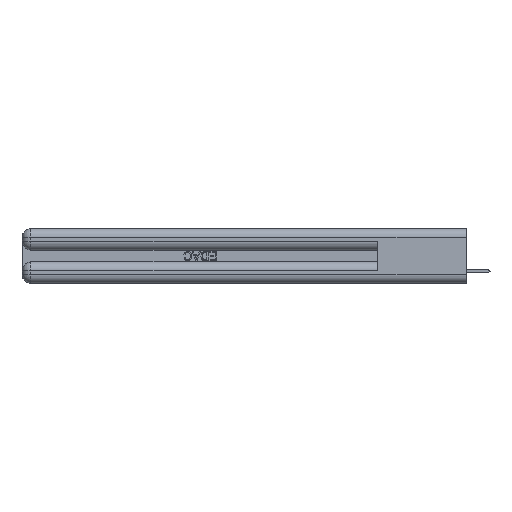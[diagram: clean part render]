
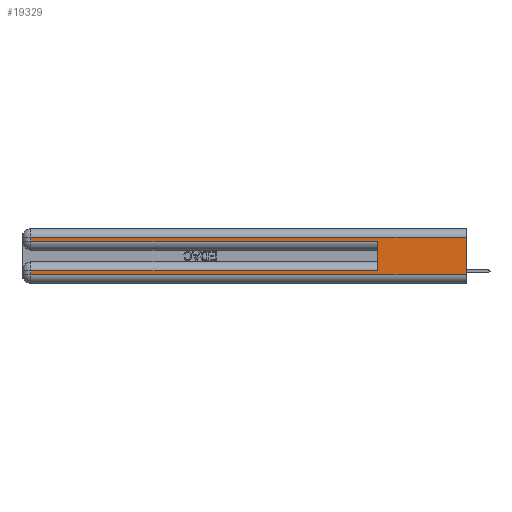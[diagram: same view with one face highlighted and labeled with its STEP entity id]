
A CAD part, left-side view. The second image highlights one B-rep face of the part: STEP entity #19329.
In plain terms, the highlighted planar face has unit normal (-1, 0, 0).
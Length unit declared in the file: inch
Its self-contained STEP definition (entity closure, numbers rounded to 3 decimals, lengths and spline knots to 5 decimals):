
#213 = LINE ( 'NONE', #23020, #12404 ) ;
#1495 = VERTEX_POINT ( 'NONE', #26524 ) ;
#1803 = DIRECTION ( 'NONE',  ( 0., 0., -1. ) ) ;
#2160 = CARTESIAN_POINT ( 'NONE',  ( 0., 0., 0.085 ) ) ;
#2975 = EDGE_LOOP ( 'NONE', ( #9327, #17845, #15677, #38732, #33587, #14889, #39876, #17710 ) ) ;
#3669 = VERTEX_POINT ( 'NONE', #28143 ) ;
#5559 = LINE ( 'NONE', #34725, #17287 ) ;
#7197 = DIRECTION ( 'NONE',  ( 0., 0., -1. ) ) ;
#7224 = DIRECTION ( 'NONE',  ( 0., 0., -1. ) ) ;
#7508 = VERTEX_POINT ( 'NONE', #22627 ) ;
#8221 = VECTOR ( 'NONE', #11703, 39.37008 ) ;
#8627 = CARTESIAN_POINT ( 'NONE',  ( 0., 0., 0.06 ) ) ;
#9089 = CARTESIAN_POINT ( 'NONE',  ( 0., 0.6, 0.285 ) ) ;
#9327 = ORIENTED_EDGE ( 'NONE', *, *, #18923, .F. ) ;
#9492 = VERTEX_POINT ( 'NONE', #16160 ) ;
#9743 = DIRECTION ( 'NONE',  ( 0., 1., 0. ) ) ;
#10290 = VERTEX_POINT ( 'NONE', #30774 ) ;
#11703 = DIRECTION ( 'NONE',  ( 0., -1., 0. ) ) ;
#12404 = VECTOR ( 'NONE', #20154, 39.37008 ) ;
#12528 = CARTESIAN_POINT ( 'NONE',  ( 0., 0., 0.37 ) ) ;
#12880 = PLANE ( 'NONE',  #32588 ) ;
#12941 = EDGE_CURVE ( 'NONE', #3669, #21992, #14755, .T. ) ;
#13450 = CARTESIAN_POINT ( 'NONE',  ( 0., 2.94, 0.37 ) ) ;
#14268 = VECTOR ( 'NONE', #7197, 39.37008 ) ;
#14727 = EDGE_CURVE ( 'NONE', #21992, #19714, #19466, .T. ) ;
#14755 = LINE ( 'NONE', #13450, #14268 ) ;
#14889 = ORIENTED_EDGE ( 'NONE', *, *, #25195, .T. ) ;
#15677 = ORIENTED_EDGE ( 'NONE', *, *, #37277, .T. ) ;
#16160 = CARTESIAN_POINT ( 'NONE',  ( 0., 0.6, 0.085 ) ) ;
#17225 = CARTESIAN_POINT ( 'NONE',  ( 0., 2.94, 0.06 ) ) ;
#17287 = VECTOR ( 'NONE', #21933, 39.37008 ) ;
#17374 = CARTESIAN_POINT ( 'NONE',  ( 0., 0., 0.37 ) ) ;
#17382 = EDGE_CURVE ( 'NONE', #1495, #20491, #5559, .T. ) ;
#17710 = ORIENTED_EDGE ( 'NONE', *, *, #14727, .T. ) ;
#17845 = ORIENTED_EDGE ( 'NONE', *, *, #38487, .T. ) ;
#18923 = EDGE_CURVE ( 'NONE', #7508, #19714, #31358, .T. ) ;
#19329 = ADVANCED_FACE ( 'NONE', ( #38195 ), #12880, .F. ) ;
#19466 = LINE ( 'NONE', #40024, #8221 ) ;
#19567 = VECTOR ( 'NONE', #1803, 39.37008 ) ;
#19714 = VERTEX_POINT ( 'NONE', #8627 ) ;
#20154 = DIRECTION ( 'NONE',  ( 0., 0., 1. ) ) ;
#20491 = VERTEX_POINT ( 'NONE', #9089 ) ;
#20695 = VECTOR ( 'NONE', #28365, 39.37008 ) ;
#21933 = DIRECTION ( 'NONE',  ( 0., -1., 0. ) ) ;
#21992 = VERTEX_POINT ( 'NONE', #17225 ) ;
#22627 = CARTESIAN_POINT ( 'NONE',  ( 0., 0., 0.31 ) ) ;
#23020 = CARTESIAN_POINT ( 'NONE',  ( 0., 0.6, 0.145 ) ) ;
#24614 = LINE ( 'NONE', #27963, #20695 ) ;
#25195 = EDGE_CURVE ( 'NONE', #9492, #3669, #35611, .T. ) ;
#26524 = CARTESIAN_POINT ( 'NONE',  ( 0., 2.94, 0.285 ) ) ;
#27963 = CARTESIAN_POINT ( 'NONE',  ( 0., 2.94, 0.37 ) ) ;
#28143 = CARTESIAN_POINT ( 'NONE',  ( 0., 2.94, 0.085 ) ) ;
#28365 = DIRECTION ( 'NONE',  ( 0., 0., -1. ) ) ;
#29284 = VECTOR ( 'NONE', #30370, 39.37008 ) ;
#30037 = LINE ( 'NONE', #37874, #39298 ) ;
#30370 = DIRECTION ( 'NONE',  ( 0., 1., 0. ) ) ;
#30774 = CARTESIAN_POINT ( 'NONE',  ( 0., 2.94, 0.31 ) ) ;
#31358 = LINE ( 'NONE', #17374, #19567 ) ;
#31620 = DIRECTION ( 'NONE',  ( 1., 0., 0. ) ) ;
#32588 = AXIS2_PLACEMENT_3D ( 'NONE', #12528, #31620, #7224 ) ;
#33587 = ORIENTED_EDGE ( 'NONE', *, *, #36789, .F. ) ;
#34725 = CARTESIAN_POINT ( 'NONE',  ( 0., 0., 0.285 ) ) ;
#35611 = LINE ( 'NONE', #2160, #29284 ) ;
#36789 = EDGE_CURVE ( 'NONE', #9492, #20491, #213, .T. ) ;
#37277 = EDGE_CURVE ( 'NONE', #10290, #1495, #24614, .T. ) ;
#37874 = CARTESIAN_POINT ( 'NONE',  ( 0., 0., 0.31 ) ) ;
#38195 = FACE_OUTER_BOUND ( 'NONE', #2975, .T. ) ;
#38487 = EDGE_CURVE ( 'NONE', #7508, #10290, #30037, .T. ) ;
#38732 = ORIENTED_EDGE ( 'NONE', *, *, #17382, .T. ) ;
#39298 = VECTOR ( 'NONE', #9743, 39.37008 ) ;
#39876 = ORIENTED_EDGE ( 'NONE', *, *, #12941, .T. ) ;
#40024 = CARTESIAN_POINT ( 'NONE',  ( 0., 0., 0.06 ) ) ;
